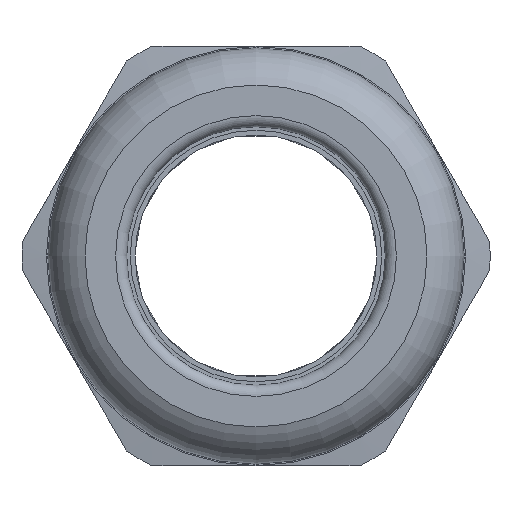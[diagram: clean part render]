
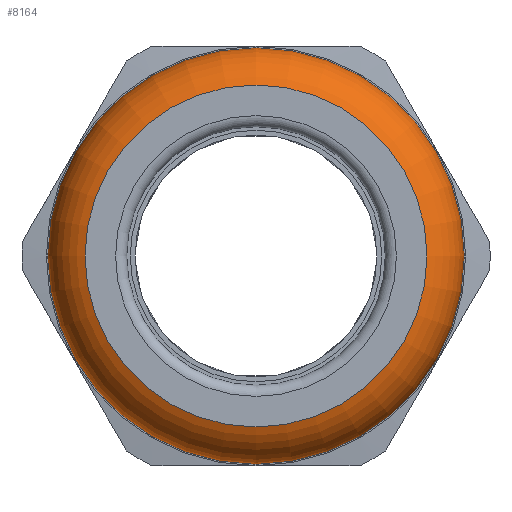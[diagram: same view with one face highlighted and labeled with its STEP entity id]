
A CAD part, left-side view. The second image highlights one B-rep face of the part: STEP entity #8164.
In plain terms, the highlighted toroidal (fillet/blend) face has major radius 10.9 mm and minor radius 4 mm.
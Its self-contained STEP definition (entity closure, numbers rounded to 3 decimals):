
#33=TOROIDAL_SURFACE('',#9059,10.9,4.);
#211=FACE_BOUND('',#1530,.T.);
#1016=FACE_OUTER_BOUND('',#1529,.T.);
#1529=EDGE_LOOP('',(#7514));
#1530=EDGE_LOOP('',(#7515));
#3312=CIRCLE('',#9014,12.237);
#3335=CIRCLE('',#9060,14.9);
#4090=VERTEX_POINT('',#14420);
#4127=VERTEX_POINT('',#14587);
#5232=EDGE_CURVE('',#4090,#4090,#3312,.T.);
#5291=EDGE_CURVE('',#4127,#4127,#3335,.T.);
#7514=ORIENTED_EDGE('',*,*,#5291,.F.);
#7515=ORIENTED_EDGE('',*,*,#5232,.T.);
#8164=ADVANCED_FACE('',(#1016,#211),#33,.T.);
#9014=AXIS2_PLACEMENT_3D('',#14421,#11341,#11342);
#9059=AXIS2_PLACEMENT_3D('',#14586,#11443,#11444);
#9060=AXIS2_PLACEMENT_3D('',#14588,#11445,#11446);
#11341=DIRECTION('center_axis',(1.,0.,0.));
#11342=DIRECTION('ref_axis',(0.,0.,-1.));
#11443=DIRECTION('center_axis',(1.,0.,0.));
#11444=DIRECTION('ref_axis',(0.,0.,-1.));
#11445=DIRECTION('center_axis',(1.,0.,0.));
#11446=DIRECTION('ref_axis',(0.,0.,-1.));
#14420=CARTESIAN_POINT('',(0.,12.237,0.));
#14421=CARTESIAN_POINT('Origin',(0.,0.,0.));
#14586=CARTESIAN_POINT('Origin',(3.77,0.,0.));
#14587=CARTESIAN_POINT('',(3.77,14.9,0.));
#14588=CARTESIAN_POINT('Origin',(3.77,0.,0.));
